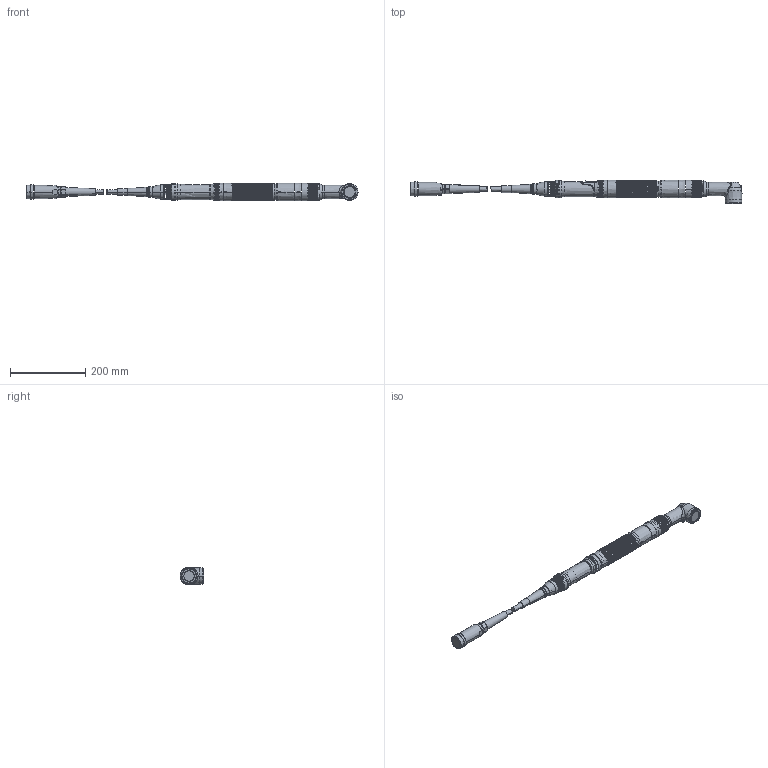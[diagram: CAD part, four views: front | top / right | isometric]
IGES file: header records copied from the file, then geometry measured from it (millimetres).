
Start section:  PTC IGES file: 48ea75f3mi02-igs.igs
Global section: file name: 48ea75f3mi02-igs.igs; native system: Pro/ENGINEER by Parametric Technology Corporation; preprocessor: 2007390; author: BBFF4; organization: Unknown; date: 20090818.074527; units: inch
Bounding box: 884.51 x 62.69 x 47.24 mm (x, y, z)
Surface area: 150628.7 mm2 (no closed solid volume)
Topology: 0 solids, 0 shells, 839 faces, 4588 edges, 4586 vertices
Faces by surface type: revolution 514, bspline 325
